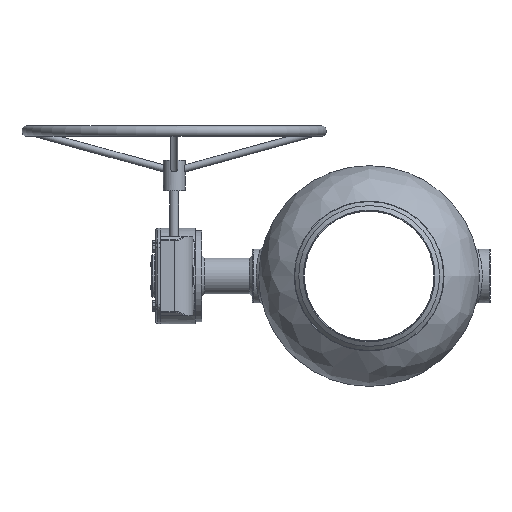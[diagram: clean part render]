
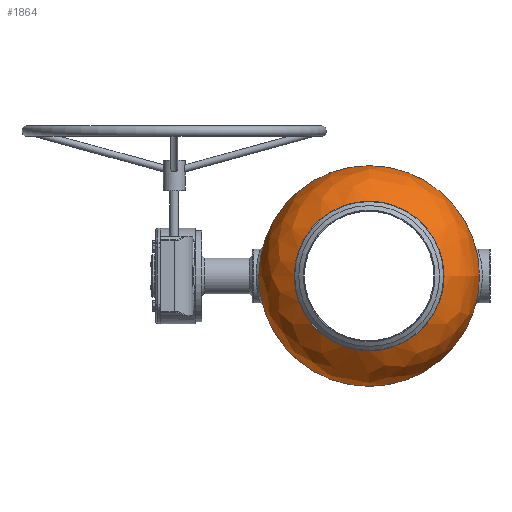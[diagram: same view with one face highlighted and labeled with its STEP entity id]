
A CAD part, left-side view. The second image highlights one B-rep face of the part: STEP entity #1864.
In plain terms, the highlighted free-form (B-spline) face has degree [2, 2] with [5, 9] control points.
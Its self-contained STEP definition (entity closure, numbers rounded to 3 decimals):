
#1782=CARTESIAN_POINT('',(-107.27,-253.83,0.0));
#1783=VERTEX_POINT('',#1782);
#1784=CARTESIAN_POINT('',(-107.27,0.0,0.0));
#1785=DIRECTION('',(-1.0,0.0,0.0));
#1786=DIRECTION('',(0.0,-1.0,0.0));
#1787=AXIS2_PLACEMENT_3D('',#1784,#1785,#1786);
#1788=CIRCLE('',#1787,253.83);
#1789=EDGE_CURVE('',#1783,#1783,#1788,.T.);
#1797=CARTESIAN_POINT('',(-107.27,0.,-253.83));
#1798=CARTESIAN_POINT('',(-205.673,0.,-249.026));
#1799=CARTESIAN_POINT('',(-236.019,0.,-155.295));
#1800=CARTESIAN_POINT('',(-266.365,0.,-61.565));
#1801=CARTESIAN_POINT('',(-189.45,0.,0.));
#1802=CARTESIAN_POINT('',(-107.27,253.83,-253.83));
#1803=CARTESIAN_POINT('',(-205.673,249.026,-249.026));
#1804=CARTESIAN_POINT('',(-236.019,155.295,-155.295));
#1805=CARTESIAN_POINT('',(-266.365,61.565,-61.565));
#1806=CARTESIAN_POINT('',(-189.45,0.,0.));
#1807=CARTESIAN_POINT('',(-107.27,253.83,0.));
#1808=CARTESIAN_POINT('',(-205.673,249.026,0.));
#1809=CARTESIAN_POINT('',(-236.019,155.295,0.));
#1810=CARTESIAN_POINT('',(-266.365,61.565,0.));
#1811=CARTESIAN_POINT('',(-189.45,0.,0.));
#1812=CARTESIAN_POINT('',(-107.27,253.83,253.83));
#1813=CARTESIAN_POINT('',(-205.673,249.026,249.026));
#1814=CARTESIAN_POINT('',(-236.019,155.295,155.295));
#1815=CARTESIAN_POINT('',(-266.365,61.565,61.565));
#1816=CARTESIAN_POINT('',(-189.45,0.,0.));
#1817=CARTESIAN_POINT('',(-107.27,0.,253.83));
#1818=CARTESIAN_POINT('',(-205.673,0.,249.026));
#1819=CARTESIAN_POINT('',(-236.019,0.,155.295));
#1820=CARTESIAN_POINT('',(-266.365,0.,61.565));
#1821=CARTESIAN_POINT('',(-189.45,0.,0.));
#1822=CARTESIAN_POINT('',(-107.27,-253.83,253.83));
#1823=CARTESIAN_POINT('',(-205.673,-249.026,249.026));
#1824=CARTESIAN_POINT('',(-236.019,-155.295,155.295));
#1825=CARTESIAN_POINT('',(-266.365,-61.565,61.565));
#1826=CARTESIAN_POINT('',(-189.45,0.,0.));
#1827=CARTESIAN_POINT('',(-107.27,-253.83,0.));
#1828=CARTESIAN_POINT('',(-205.673,-249.026,0.));
#1829=CARTESIAN_POINT('',(-236.019,-155.295,0.));
#1830=CARTESIAN_POINT('',(-266.365,-61.565,0.));
#1831=CARTESIAN_POINT('',(-189.45,0.,0.));
#1832=CARTESIAN_POINT('',(-107.27,-253.83,-253.83));
#1833=CARTESIAN_POINT('',(-205.673,-249.026,-249.026));
#1834=CARTESIAN_POINT('',(-236.019,-155.295,-155.295));
#1835=CARTESIAN_POINT('',(-266.365,-61.565,-61.565));
#1836=CARTESIAN_POINT('',(-189.45,0.,0.));
#1837=CARTESIAN_POINT('',(-107.27,0.,-253.83));
#1838=CARTESIAN_POINT('',(-205.673,0.,-249.026));
#1839=CARTESIAN_POINT('',(-236.019,0.,-155.295));
#1840=CARTESIAN_POINT('',(-266.365,0.,-61.565));
#1841=CARTESIAN_POINT('',(-189.45,0.,0.));
#1849=(BOUNDED_SURFACE()B_SPLINE_SURFACE(2,2,((#1797,#1802,#1807,#1812,#1817,#1822,#1827,#1832,#1837),(#1798,#1803,#1808,#1813,#1818,#1823,#1828,#1833,#1838),(#1799,#1804,#1809,#1814,#1819,#1824,#1829,#1834,#1839),(#1800,#1805,#1810,#1815,#1820,#1825,#1830,#1835,#1840),(#1801,#1806,#1811,#1816,#1821,#1826,#1831,#1836,#1841)),.UNSPECIFIED.,.F.,.T.,.U.)B_SPLINE_SURFACE_WITH_KNOTS((3,2,3),(3,2,2,2,3),(0.049,1.258,2.467),(0.0,1.571,3.142,4.712,6.283),.UNSPECIFIED.)GEOMETRIC_REPRESENTATION_ITEM()RATIONAL_B_SPLINE_SURFACE(((1.0,0.707,1.0,0.707,1.0,0.707,1.0,0.707,1.0),(0.823,0.582,0.823,0.582,0.823,0.582,0.823,0.582,0.823),(1.0,0.707,1.0,0.707,1.0,0.707,1.0,0.707,1.0),(0.823,0.582,0.823,0.582,0.823,0.582,0.823,0.582,0.823),(1.0,0.707,1.0,0.707,1.0,0.707,1.0,0.707,1.0)))REPRESENTATION_ITEM('')SURFACE());
#1850=CARTESIAN_POINT('',(-229.314,-172.231,0.0));
#1851=VERTEX_POINT('',#1850);
#1852=CARTESIAN_POINT('',(-229.314,0.0,0.0));
#1853=DIRECTION('',(-1.0,0.0,0.0));
#1854=DIRECTION('',(0.0,-1.0,0.0));
#1855=AXIS2_PLACEMENT_3D('',#1852,#1853,#1854);
#1856=CIRCLE('',#1855,172.231);
#1857=EDGE_CURVE('',#1851,#1851,#1856,.T.);
#1858=ORIENTED_EDGE('',*,*,#1857,.F.);
#1859=EDGE_LOOP('',(#1858));
#1860=FACE_OUTER_BOUND('',#1859,.T.);
#1861=ORIENTED_EDGE('',*,*,#1789,.T.);
#1862=EDGE_LOOP('',(#1861));
#1863=FACE_BOUND('',#1862,.T.);
#1864=ADVANCED_FACE('',(#1860,#1863),#1849,.T.);
